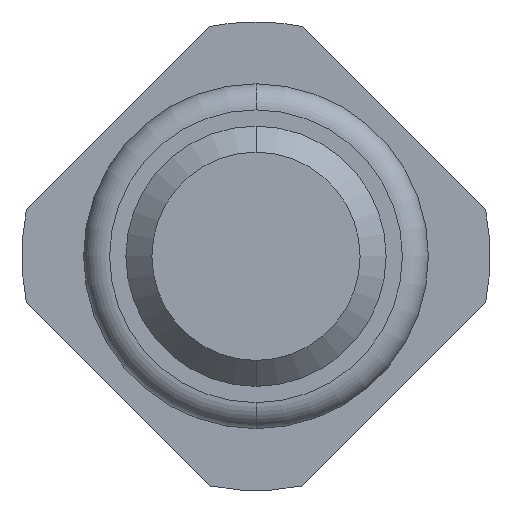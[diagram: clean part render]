
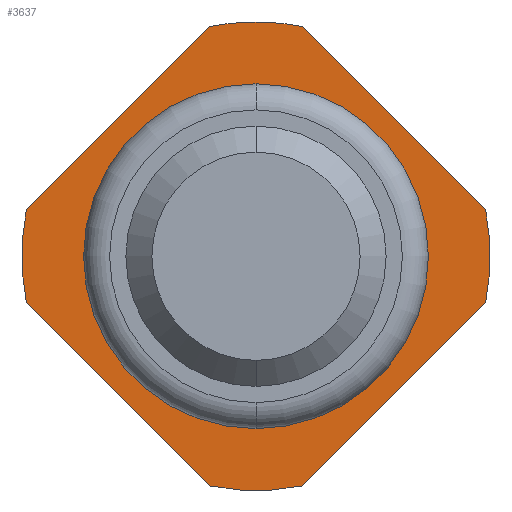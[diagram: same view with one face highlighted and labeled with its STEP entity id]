
A CAD part, front view. The second image highlights one B-rep face of the part: STEP entity #3637.
In plain terms, the highlighted planar face has unit normal (0, -1, 0).
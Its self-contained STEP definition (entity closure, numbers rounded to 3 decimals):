
#12 = CARTESIAN_POINT ( 'NONE',  ( -0.161, -2., -1.961 ) ) ;
#86 = EDGE_CURVE ( 'Defeature ausgef�hrt2_18+Defeature ausgef�hrt2_0+Defeature ausgef�hrt2_2+Defeature ausgef�hrt2_1', #4794, #1011, #4950, .T. ) ;
#95 = CIRCLE ( 'NONE', #1291, 1.8 ) ;
#102 = VERTEX_POINT ( 'NONE', #3173 ) ;
#147 = EDGE_CURVE ( 'Defeature ausgef�hrt2_2+Defeature ausgef�hrt2_0+Defeature ausgef�hrt2_17+Defeature ausgef�hrt2_18', #102, #4794, #768, .T. ) ;
#190 = DIRECTION ( 'NONE',  ( 0., 0., 1. ) ) ;
#247 = AXIS2_PLACEMENT_3D ( 'NONE', #3984, #2096, #1354 ) ;
#283 = VERTEX_POINT ( 'NONE', #3357 ) ;
#333 = EDGE_CURVE ( 'Defeature ausgef�hrt2_4+Defeature ausgef�hrt2_0+Defeature ausgef�hrt2_15+Defeature ausgef�hrt2_16', #2549, #283, #3944, .T. ) ;
#385 = ORIENTED_EDGE ( 'NONE', *, *, #4630, .F. ) ;
#401 = DIRECTION ( 'NONE',  ( 0.707, 0., 0.707 ) ) ;
#428 = CARTESIAN_POINT ( 'NONE',  ( -0.161, -2., 1.961 ) ) ;
#429 = ORIENTED_EDGE ( 'NONE', *, *, #333, .F. ) ;
#485 = EDGE_CURVE ( 'Defeature ausgef�hrt2_16+Defeature ausgef�hrt2_0+Defeature ausgef�hrt2_4+Defeature ausgef�hrt2_3', #283, #957, #701, .T. ) ;
#525 = EDGE_CURVE ( 'Defeature ausgef�hrt2_1+Defeature ausgef�hrt2_0+Defeature ausgef�hrt2_18+Defeature ausgef�hrt2_15', #1011, #3563, #95, .T. ) ;
#604 = EDGE_CURVE ( 'Defeature ausgef�hrt2_0+Defeature ausgef�hrt2_12+Defeature ausgef�hrt2_12+Defeature ausgef�hrt2_12', #753, #4340, #2284, .T. ) ;
#663 = EDGE_CURVE ( 'Defeature ausgef�hrt2_15+Defeature ausgef�hrt2_0+Defeature ausgef�hrt2_1+Defeature ausgef�hrt2_4', #3563, #2549, #3232, .T. ) ;
#701 = LINE ( 'NONE', #12, #2224 ) ;
#703 = CARTESIAN_POINT ( 'NONE',  ( 0., -2., 0. ) ) ;
#732 = CARTESIAN_POINT ( 'NONE',  ( 0., -2., -1.325 ) ) ;
#752 = DIRECTION ( 'NONE',  ( 0., 1., 0. ) ) ;
#753 = VERTEX_POINT ( 'NONE', #4469 ) ;
#768 = CIRCLE ( 'NONE', #247, 1.8 ) ;
#776 = AXIS2_PLACEMENT_3D ( 'NONE', #4852, #4800, #4064 ) ;
#782 = CARTESIAN_POINT ( 'NONE',  ( -1.764, -2., 0.357 ) ) ;
#789 = CARTESIAN_POINT ( 'NONE',  ( 0., -2., 0. ) ) ;
#914 = DIRECTION ( 'NONE',  ( 0., 1., 0. ) ) ;
#957 = VERTEX_POINT ( 'NONE', #4326 ) ;
#998 = EDGE_CURVE ( 'Defeature ausgef�hrt2_2+Defeature ausgef�hrt2_0+Defeature ausgef�hrt2_17+Defeature ausgef�hrt2_18', #1803, #102, #3119, .T. ) ;
#1011 = VERTEX_POINT ( 'NONE', #1689 ) ;
#1108 = CARTESIAN_POINT ( 'NONE',  ( 0., -2., 0. ) ) ;
#1135 = DIRECTION ( 'NONE',  ( 0., 0., 1. ) ) ;
#1180 = DIRECTION ( 'NONE',  ( 0., 1., 0. ) ) ;
#1291 = AXIS2_PLACEMENT_3D ( 'NONE', #789, #1180, #4751 ) ;
#1354 = DIRECTION ( 'NONE',  ( 0., 0., 1. ) ) ;
#1389 = CARTESIAN_POINT ( 'NONE',  ( 0., -2., 0. ) ) ;
#1395 = ORIENTED_EDGE ( 'NONE', *, *, #525, .F. ) ;
#1532 = EDGE_CURVE ( 'Defeature ausgef�hrt2_0+Defeature ausgef�hrt2_12+Defeature ausgef�hrt2_12+Defeature ausgef�hrt2_12', #4340, #753, #1672, .T. ) ;
#1672 = CIRCLE ( 'NONE', #776, 1.325 ) ;
#1673 = EDGE_LOOP ( 'NONE', ( #4604, #2309 ) ) ;
#1689 = CARTESIAN_POINT ( 'NONE',  ( 1.764, -2., 0.357 ) ) ;
#1719 = CARTESIAN_POINT ( 'NONE',  ( 0., -2., 0. ) ) ;
#1803 = VERTEX_POINT ( 'NONE', #4667 ) ;
#1890 = DIRECTION ( 'NONE',  ( 0., 0., 1. ) ) ;
#1972 = VECTOR ( 'NONE', #3319, 1000. ) ;
#2067 = CARTESIAN_POINT ( 'NONE',  ( 1.764, -2., -0.357 ) ) ;
#2096 = DIRECTION ( 'NONE',  ( 0., 1., 0. ) ) ;
#2106 = AXIS2_PLACEMENT_3D ( 'NONE', #703, #752, #1135 ) ;
#2187 = CARTESIAN_POINT ( 'NONE',  ( 0.357, -2., 1.764 ) ) ;
#2197 = EDGE_CURVE ( 'Defeature ausgef�hrt2_17+Defeature ausgef�hrt2_0+Defeature ausgef�hrt2_3+Defeature ausgef�hrt2_2', #3427, #1803, #3808, .T. ) ;
#2224 = VECTOR ( 'NONE', #3917, 1000. ) ;
#2284 = CIRCLE ( 'NONE', #4699, 1.325 ) ;
#2309 = ORIENTED_EDGE ( 'NONE', *, *, #1532, .T. ) ;
#2357 = AXIS2_PLACEMENT_3D ( 'NONE', #1719, #4731, #4698 ) ;
#2404 = EDGE_LOOP ( 'NONE', ( #3235, #2696, #4347, #4009, #385, #2638, #429, #3996, #1395 ) ) ;
#2452 = FACE_OUTER_BOUND ( 'NONE', #2404, .T. ) ;
#2549 = VERTEX_POINT ( 'NONE', #2791 ) ;
#2627 = CARTESIAN_POINT ( 'NONE',  ( 1.961, -2., -0.161 ) ) ;
#2638 = ORIENTED_EDGE ( 'NONE', *, *, #485, .F. ) ;
#2696 = ORIENTED_EDGE ( 'NONE', *, *, #147, .F. ) ;
#2781 = AXIS2_PLACEMENT_3D ( 'NONE', #1108, #3784, #1890 ) ;
#2791 = CARTESIAN_POINT ( 'NONE',  ( 0.357, -2., -1.764 ) ) ;
#2896 = PLANE ( 'NONE',  #3735 ) ;
#3119 = CIRCLE ( 'NONE', #2357, 1.8 ) ;
#3173 = CARTESIAN_POINT ( 'NONE',  ( 0., -2., 1.8 ) ) ;
#3232 = LINE ( 'NONE', #2627, #1972 ) ;
#3235 = ORIENTED_EDGE ( 'NONE', *, *, #86, .F. ) ;
#3273 = CARTESIAN_POINT ( 'NONE',  ( 1.8, -2., 0. ) ) ;
#3319 = DIRECTION ( 'NONE',  ( -0.707, 0., -0.707 ) ) ;
#3357 = CARTESIAN_POINT ( 'NONE',  ( -0.357, -2., -1.764 ) ) ;
#3427 = VERTEX_POINT ( 'NONE', #782 ) ;
#3563 = VERTEX_POINT ( 'NONE', #2067 ) ;
#3637 = ADVANCED_FACE ( 'Defeature ausgef�hrt2_0', ( #4637, #2452 ), #2896, .F. ) ;
#3735 = AXIS2_PLACEMENT_3D ( 'NONE', #3273, #914, #190 ) ;
#3755 = VECTOR ( 'NONE', #401, 1000. ) ;
#3784 = DIRECTION ( 'NONE',  ( 0., 1., 0. ) ) ;
#3808 = LINE ( 'NONE', #428, #3755 ) ;
#3883 = VECTOR ( 'NONE', #3956, 1000. ) ;
#3917 = DIRECTION ( 'NONE',  ( -0.707, 0., 0.707 ) ) ;
#3944 = CIRCLE ( 'NONE', #2106, 1.8 ) ;
#3956 = DIRECTION ( 'NONE',  ( 0.707, 0., -0.707 ) ) ;
#3984 = CARTESIAN_POINT ( 'NONE',  ( 0., -2., 0. ) ) ;
#3996 = ORIENTED_EDGE ( 'NONE', *, *, #663, .F. ) ;
#4009 = ORIENTED_EDGE ( 'NONE', *, *, #2197, .F. ) ;
#4019 = DIRECTION ( 'NONE',  ( 0., 0., 1. ) ) ;
#4064 = DIRECTION ( 'NONE',  ( 0., 0., 1. ) ) ;
#4137 = CIRCLE ( 'NONE', #2781, 1.8 ) ;
#4326 = CARTESIAN_POINT ( 'NONE',  ( -1.764, -2., -0.357 ) ) ;
#4340 = VERTEX_POINT ( 'NONE', #732 ) ;
#4347 = ORIENTED_EDGE ( 'NONE', *, *, #998, .F. ) ;
#4469 = CARTESIAN_POINT ( 'NONE',  ( 0., -2., 1.325 ) ) ;
#4604 = ORIENTED_EDGE ( 'NONE', *, *, #604, .T. ) ;
#4630 = EDGE_CURVE ( 'Defeature ausgef�hrt2_3+Defeature ausgef�hrt2_0+Defeature ausgef�hrt2_16+Defeature ausgef�hrt2_17', #957, #3427, #4137, .T. ) ;
#4637 = FACE_BOUND ( 'NONE', #1673, .T. ) ;
#4667 = CARTESIAN_POINT ( 'NONE',  ( -0.357, -2., 1.764 ) ) ;
#4698 = DIRECTION ( 'NONE',  ( 0., 0., 1. ) ) ;
#4699 = AXIS2_PLACEMENT_3D ( 'NONE', #1389, #4809, #4019 ) ;
#4706 = CARTESIAN_POINT ( 'NONE',  ( 1.961, -2., 0.161 ) ) ;
#4731 = DIRECTION ( 'NONE',  ( 0., 1., 0. ) ) ;
#4751 = DIRECTION ( 'NONE',  ( 0., 0., 1. ) ) ;
#4794 = VERTEX_POINT ( 'NONE', #2187 ) ;
#4800 = DIRECTION ( 'NONE',  ( 0., 1., 0. ) ) ;
#4809 = DIRECTION ( 'NONE',  ( 0., 1., 0. ) ) ;
#4852 = CARTESIAN_POINT ( 'NONE',  ( 0., -2., 0. ) ) ;
#4950 = LINE ( 'NONE', #4706, #3883 ) ;
